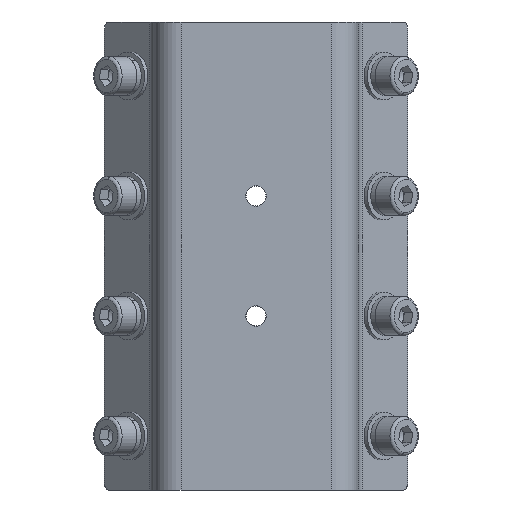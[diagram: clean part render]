
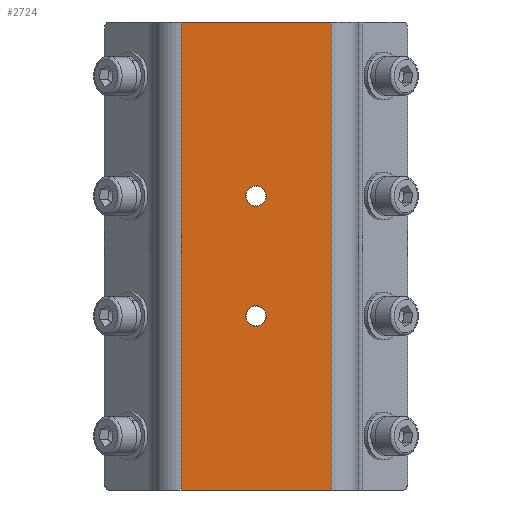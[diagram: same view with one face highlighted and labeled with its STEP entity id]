
A CAD part, front view. The second image highlights one B-rep face of the part: STEP entity #2724.
In plain terms, the highlighted planar face has unit normal (0, -1, 0).
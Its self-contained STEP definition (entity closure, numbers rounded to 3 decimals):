
#220 = EDGE_CURVE ( 'NONE', #1603, #15230, #4784, .T. ) ;
#223 = EDGE_CURVE ( 'NONE', #15227, #15234, #4788, .T. ) ;
#1603 = VERTEX_POINT ( 'NONE', #7726 ) ;
#2106 = ORIENTED_EDGE ( 'NONE', *, *, #17093, .F. ) ;
#2123 = ORIENTED_EDGE ( 'NONE', *, *, #220, .F. ) ;
#2124 = ORIENTED_EDGE ( 'NONE', *, *, #17819, .F. ) ;
#2125 = ORIENTED_EDGE ( 'NONE', *, *, #223, .F. ) ;
#2126 = ORIENTED_EDGE ( 'NONE', *, *, #17795, .T. ) ;
#2127 = ORIENTED_EDGE ( 'NONE', *, *, #17812, .F. ) ;
#2128 = ORIENTED_EDGE ( 'NONE', *, *, #17818, .F. ) ;
#2129 = ORIENTED_EDGE ( 'NONE', *, *, #17777, .T. ) ;
#2724 = ADVANCED_FACE ( 'NONE', ( #9523, #9520, #9525 ), #9371, .F. ) ;
#3244 = EDGE_LOOP ( 'NONE', ( #2126, #2127, #2128, #2129 ) ) ;
#3246 = EDGE_LOOP ( 'NONE', ( #2106, #2123 ) ) ;
#3253 = EDGE_LOOP ( 'NONE', ( #2124, #2125 ) ) ;
#3918 = CARTESIAN_POINT ( 'NONE',  ( 23.491, -42.799, -23.032 ) ) ;
#3920 = DIRECTION ( 'NONE',  ( 0., -1., 0. ) ) ;
#3922 = DIRECTION ( 'NONE',  ( 0., 0., -1. ) ) ;
#3938 = CARTESIAN_POINT ( 'NONE',  ( 23.491, -42.799, 16.968 ) ) ;
#3940 = DIRECTION ( 'NONE',  ( 0., -1., 0. ) ) ;
#3942 = DIRECTION ( 'NONE',  ( 0., 0., -1. ) ) ;
#4180 = AXIS2_PLACEMENT_3D ( 'NONE', #3918, #3920, #3922 ) ;
#4184 = AXIS2_PLACEMENT_3D ( 'NONE', #3938, #3940, #3942 ) ;
#4784 = CIRCLE ( 'NONE', #4180, 3.4 ) ;
#4788 = CIRCLE ( 'NONE', #4184, 3.4 ) ;
#7726 = CARTESIAN_POINT ( 'NONE',  ( 23.491, -42.799, -19.632 ) ) ;
#8518 = DIRECTION ( 'NONE',  ( 0., 0., 1. ) ) ;
#8787 = AXIS2_PLACEMENT_3D ( 'NONE', #9370, #9363, #8518 ) ;
#9363 = DIRECTION ( 'NONE',  ( 0., 1., 0. ) ) ;
#9370 = CARTESIAN_POINT ( 'NONE',  ( 48.491, -42.799, 74.968 ) ) ;
#9371 = PLANE ( 'NONE',  #8787 ) ;
#9520 = FACE_BOUND ( 'NONE', #3253, .T. ) ;
#9523 = FACE_BOUND ( 'NONE', #3246, .T. ) ;
#9525 = FACE_OUTER_BOUND ( 'NONE', #3244, .T. ) ;
#10734 = AXIS2_PLACEMENT_3D ( 'NONE', #14737, #14738, #14739 ) ;
#13624 = CIRCLE ( 'NONE', #10734, 3.4 ) ;
#14651 = CARTESIAN_POINT ( 'NONE',  ( 48.491, -42.799, -81.032 ) ) ;
#14655 = CARTESIAN_POINT ( 'NONE',  ( 48.491, -42.799, 74.968 ) ) ;
#14666 = CARTESIAN_POINT ( 'NONE',  ( -1.509, -42.799, 74.968 ) ) ;
#14677 = CARTESIAN_POINT ( 'NONE',  ( -1.509, -42.799, -81.032 ) ) ;
#14689 = CARTESIAN_POINT ( 'NONE',  ( 23.491, -42.799, 20.368 ) ) ;
#14697 = CARTESIAN_POINT ( 'NONE',  ( 23.491, -42.799, -26.432 ) ) ;
#14699 = CARTESIAN_POINT ( 'NONE',  ( 23.491, -42.799, 13.568 ) ) ;
#14737 = CARTESIAN_POINT ( 'NONE',  ( 23.491, -42.799, -23.032 ) ) ;
#14738 = DIRECTION ( 'NONE',  ( 0., -1., 0. ) ) ;
#14739 = DIRECTION ( 'NONE',  ( 0., 0., -1. ) ) ;
#15099 = VERTEX_POINT ( 'NONE', #14655 ) ;
#15144 = VERTEX_POINT ( 'NONE', #14651 ) ;
#15172 = VERTEX_POINT ( 'NONE', #14666 ) ;
#15190 = VERTEX_POINT ( 'NONE', #14677 ) ;
#15227 = VERTEX_POINT ( 'NONE', #14689 ) ;
#15230 = VERTEX_POINT ( 'NONE', #14697 ) ;
#15234 = VERTEX_POINT ( 'NONE', #14699 ) ;
#16270 = CARTESIAN_POINT ( 'NONE',  ( -1.509, -42.799, 74.968 ) ) ;
#16271 = DIRECTION ( 'NONE',  ( 0., 0., -1. ) ) ;
#16381 = AXIS2_PLACEMENT_3D ( 'NONE', #16825, #16826, #16827 ) ;
#16651 = LINE ( 'NONE', #16270, #16653 ) ;
#16653 = VECTOR ( 'NONE', #16271, 1000. ) ;
#16677 = LINE ( 'NONE', #16768, #16680 ) ;
#16680 = VECTOR ( 'NONE', #16769, 1000. ) ;
#16704 = LINE ( 'NONE', #16801, #16706 ) ;
#16706 = VECTOR ( 'NONE', #16802, 1000. ) ;
#16714 = LINE ( 'NONE', #16813, #16716 ) ;
#16715 = CIRCLE ( 'NONE', #16381, 3.4 ) ;
#16716 = VECTOR ( 'NONE', #16814, 1000. ) ;
#16768 = CARTESIAN_POINT ( 'NONE',  ( 48.491, -42.799, -81.032 ) ) ;
#16769 = DIRECTION ( 'NONE',  ( 1., 0., 0. ) ) ;
#16801 = CARTESIAN_POINT ( 'NONE',  ( 48.491, -42.799, 74.968 ) ) ;
#16802 = DIRECTION ( 'NONE',  ( 0., 0., -1. ) ) ;
#16813 = CARTESIAN_POINT ( 'NONE',  ( 48.491, -42.799, 74.968 ) ) ;
#16814 = DIRECTION ( 'NONE',  ( 1., 0., 0. ) ) ;
#16825 = CARTESIAN_POINT ( 'NONE',  ( 23.491, -42.799, 16.968 ) ) ;
#16826 = DIRECTION ( 'NONE',  ( 0., -1., 0. ) ) ;
#16827 = DIRECTION ( 'NONE',  ( 0., 0., -1. ) ) ;
#17093 = EDGE_CURVE ( 'NONE', #15230, #1603, #13624, .T. ) ;
#17777 = EDGE_CURVE ( 'NONE', #15172, #15190, #16651, .T. ) ;
#17795 = EDGE_CURVE ( 'NONE', #15190, #15144, #16677, .T. ) ;
#17812 = EDGE_CURVE ( 'NONE', #15099, #15144, #16704, .T. ) ;
#17818 = EDGE_CURVE ( 'NONE', #15172, #15099, #16714, .T. ) ;
#17819 = EDGE_CURVE ( 'NONE', #15234, #15227, #16715, .T. ) ;
